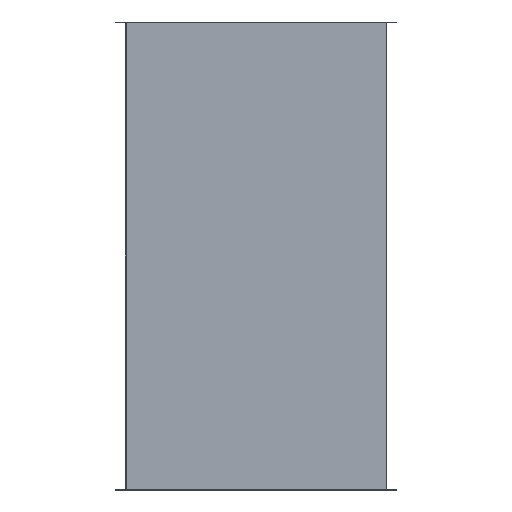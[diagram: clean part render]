
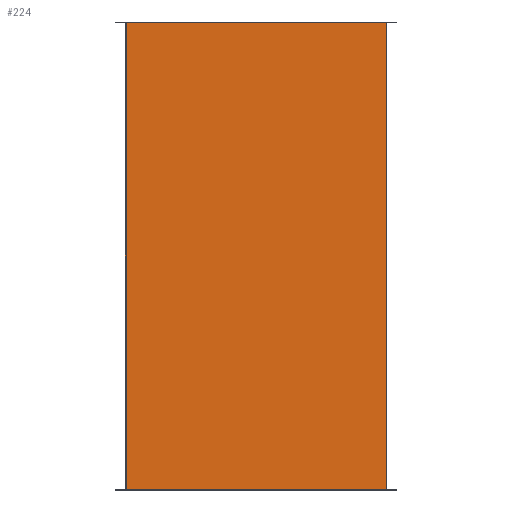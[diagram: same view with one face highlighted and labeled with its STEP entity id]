
A CAD part, front view. The second image highlights one B-rep face of the part: STEP entity #224.
In plain terms, the highlighted planar face has unit normal (0, -1, 0).
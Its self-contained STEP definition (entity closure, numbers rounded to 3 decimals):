
#30 = VERTEX_POINT ( 'NONE', #664 ) ;
#35 = VERTEX_POINT ( 'NONE', #655 ) ;
#36 = EDGE_CURVE ( 'NONE', #35, #41, #654, .T. ) ;
#38 = EDGE_CURVE ( 'NONE', #30, #167, #650, .T. ) ;
#41 = VERTEX_POINT ( 'NONE', #705 ) ;
#144 = EDGE_LOOP ( 'NONE', ( #145, #147, #148, #150 ) ) ;
#145 = ORIENTED_EDGE ( 'NONE', *, *, #146, .F. ) ;
#146 = EDGE_CURVE ( 'NONE', #167, #41, #863, .T. ) ;
#147 = ORIENTED_EDGE ( 'NONE', *, *, #38, .F. ) ;
#148 = ORIENTED_EDGE ( 'NONE', *, *, #149, .F. ) ;
#149 = EDGE_CURVE ( 'NONE', #35, #30, #923, .T. ) ;
#150 = ORIENTED_EDGE ( 'NONE', *, *, #36, .T. ) ;
#167 = VERTEX_POINT ( 'NONE', #950 ) ;
#224 = ADVANCED_FACE ( 'NONE', ( #1038 ), #1036, .F. ) ;
#647 = DIRECTION ( 'NONE',  ( 0., 0., -1. ) ) ;
#648 = VECTOR ( 'NONE', #647, 1000. ) ;
#649 = CARTESIAN_POINT ( 'NONE',  ( 251., -126., 450. ) ) ;
#650 = LINE ( 'NONE', #649, #648 ) ;
#651 = DIRECTION ( 'NONE',  ( 0., 0., -1. ) ) ;
#652 = VECTOR ( 'NONE', #651, 1000. ) ;
#653 = CARTESIAN_POINT ( 'NONE',  ( -251., -126., 450. ) ) ;
#654 = LINE ( 'NONE', #653, #652 ) ;
#655 = CARTESIAN_POINT ( 'NONE',  ( -251., -126., 449. ) ) ;
#664 = CARTESIAN_POINT ( 'NONE',  ( 251., -126., 449. ) ) ;
#705 = CARTESIAN_POINT ( 'NONE',  ( -251., -126., -449. ) ) ;
#860 = DIRECTION ( 'NONE',  ( -1., 0., 0. ) ) ;
#861 = VECTOR ( 'NONE', #860, 1000. ) ;
#862 = CARTESIAN_POINT ( 'NONE',  ( 250., -126., -449. ) ) ;
#863 = LINE ( 'NONE', #862, #861 ) ;
#920 = DIRECTION ( 'NONE',  ( 1., 0., 0. ) ) ;
#921 = VECTOR ( 'NONE', #920, 1000. ) ;
#922 = CARTESIAN_POINT ( 'NONE',  ( 250., -126., 449. ) ) ;
#923 = LINE ( 'NONE', #922, #921 ) ;
#950 = CARTESIAN_POINT ( 'NONE',  ( 251., -126., -449. ) ) ;
#1032 = DIRECTION ( 'NONE',  ( -1., 0., 0. ) ) ;
#1033 = DIRECTION ( 'NONE',  ( 0., 1., 0. ) ) ;
#1034 = CARTESIAN_POINT ( 'NONE',  ( 250., -126., 450. ) ) ;
#1035 = AXIS2_PLACEMENT_3D ( 'NONE', #1034, #1033, #1032 ) ;
#1036 = PLANE ( 'NONE',  #1035 ) ;
#1038 = FACE_OUTER_BOUND ( 'NONE', #144, .T. ) ;
